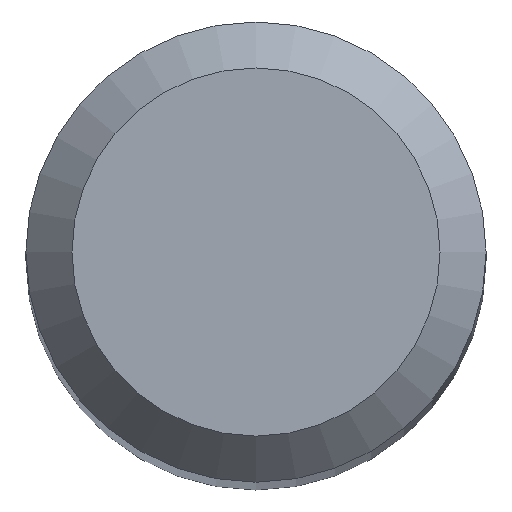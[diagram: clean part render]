
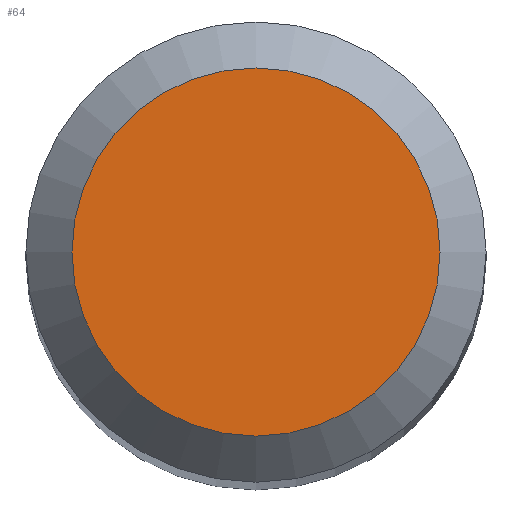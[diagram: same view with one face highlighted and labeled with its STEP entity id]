
A CAD part, top view. The second image highlights one B-rep face of the part: STEP entity #64.
In plain terms, the highlighted planar face has unit normal (0, 0, 1).
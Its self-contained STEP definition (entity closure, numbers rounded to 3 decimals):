
#23 = AXIS2_PLACEMENT_3D ( 'NONE', #215, #144, #301 ) ;
#64 = ADVANCED_FACE ( 'NONE', ( #234 ), #121, .F. ) ;
#65 = ORIENTED_EDGE ( 'NONE', *, *, #106, .F. ) ;
#70 = CIRCLE ( 'NONE', #120, 1.2 ) ;
#91 = DIRECTION ( 'NONE',  ( 0., 0., -1. ) ) ;
#106 = EDGE_CURVE ( 'NONE', #154, #154, #70, .T. ) ;
#120 = AXIS2_PLACEMENT_3D ( 'NONE', #300, #91, #126 ) ;
#121 = PLANE ( 'NONE',  #23 ) ;
#126 = DIRECTION ( 'NONE',  ( 0., 1., 0. ) ) ;
#144 = DIRECTION ( 'NONE',  ( 0., 0., -1. ) ) ;
#154 = VERTEX_POINT ( 'NONE', #266 ) ;
#173 = EDGE_LOOP ( 'NONE', ( #65 ) ) ;
#215 = CARTESIAN_POINT ( 'NONE',  ( 0., 0., 50. ) ) ;
#234 = FACE_OUTER_BOUND ( 'NONE', #173, .T. ) ;
#266 = CARTESIAN_POINT ( 'NONE',  ( 0., 1.2, 50. ) ) ;
#300 = CARTESIAN_POINT ( 'NONE',  ( 0., 0., 50. ) ) ;
#301 = DIRECTION ( 'NONE',  ( 0., 1., 0. ) ) ;
